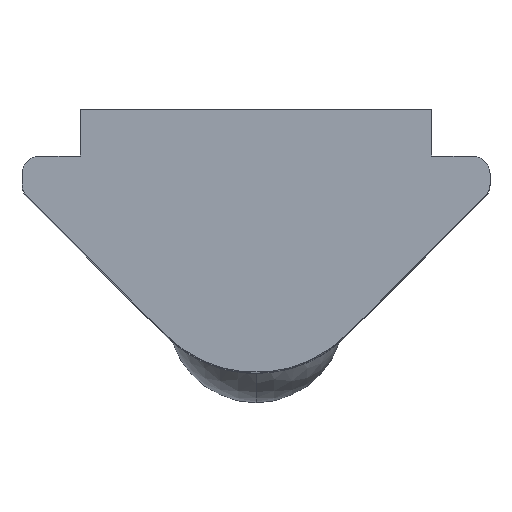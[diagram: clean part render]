
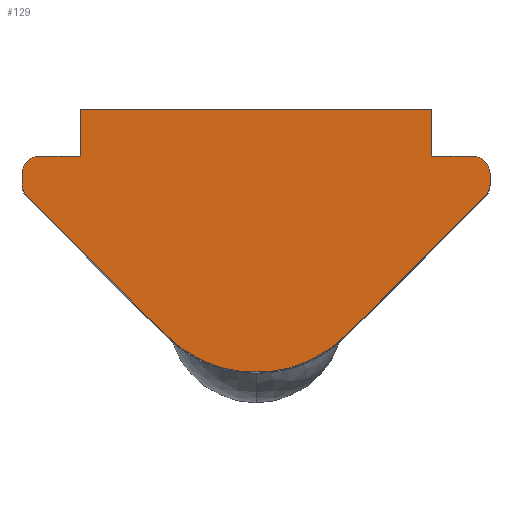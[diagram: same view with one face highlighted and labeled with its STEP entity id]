
A CAD part, top view. The second image highlights one B-rep face of the part: STEP entity #129.
In plain terms, the highlighted planar face has unit normal (0, 0, 1).
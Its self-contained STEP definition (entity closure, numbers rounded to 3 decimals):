
#5 = ORIENTED_EDGE ( 'NONE', *, *, #429, .T. ) ;
#9 = DIRECTION ( 'NONE',  ( 0., 0., 1. ) ) ;
#10 = LINE ( 'NONE', #142, #723 ) ;
#21 = AXIS2_PLACEMENT_3D ( 'NONE', #130, #541, #402 ) ;
#30 = EDGE_CURVE ( 'NONE', #839, #743, #261, .T. ) ;
#37 = CARTESIAN_POINT ( 'NONE',  ( 3., 0., 6.5 ) ) ;
#58 = VERTEX_POINT ( 'NONE', #659 ) ;
#63 = DIRECTION ( 'NONE',  ( -1., 0., 0. ) ) ;
#65 = AXIS2_PLACEMENT_3D ( 'NONE', #662, #9, #63 ) ;
#92 = CIRCLE ( 'NONE', #21, 2.173 ) ;
#112 = CARTESIAN_POINT ( 'NONE',  ( 4., -1.1, 6.5 ) ) ;
#123 = ORIENTED_EDGE ( 'NONE', *, *, #791, .T. ) ;
#129 = ADVANCED_FACE ( 'NONE', ( #413 ), #338, .F. ) ;
#130 = CARTESIAN_POINT ( 'NONE',  ( 0., -2.327, 6.5 ) ) ;
#136 = CARTESIAN_POINT ( 'NONE',  ( -3., -0.8, 6.5 ) ) ;
#142 = CARTESIAN_POINT ( 'NONE',  ( 4., -0.8, 6.5 ) ) ;
#144 = ORIENTED_EDGE ( 'NONE', *, *, #341, .T. ) ;
#150 = EDGE_CURVE ( 'NONE', #289, #374, #356, .T. ) ;
#151 = CARTESIAN_POINT ( 'NONE',  ( -3., 0., 6.5 ) ) ;
#160 = CARTESIAN_POINT ( 'NONE',  ( 1.536, -3.864, 6.5 ) ) ;
#162 = AXIS2_PLACEMENT_3D ( 'NONE', #750, #544, #476 ) ;
#163 = VERTEX_POINT ( 'NONE', #269 ) ;
#182 = VECTOR ( 'NONE', #496, 1000. ) ;
#183 = CIRCLE ( 'NONE', #874, 0.3 ) ;
#189 = DIRECTION ( 'NONE',  ( 0., -1., 0. ) ) ;
#198 = VECTOR ( 'NONE', #580, 1000. ) ;
#203 = DIRECTION ( 'NONE',  ( 0., 1., 0. ) ) ;
#217 = CARTESIAN_POINT ( 'NONE',  ( 4., -1.4, 6.5 ) ) ;
#231 = LINE ( 'NONE', #620, #624 ) ;
#232 = ORIENTED_EDGE ( 'NONE', *, *, #259, .T. ) ;
#259 = EDGE_CURVE ( 'NONE', #374, #648, #573, .T. ) ;
#261 = LINE ( 'NONE', #529, #828 ) ;
#269 = CARTESIAN_POINT ( 'NONE',  ( -3.912, -1.488, 6.5 ) ) ;
#280 = DIRECTION ( 'NONE',  ( -1., 0., 0. ) ) ;
#288 = DIRECTION ( 'NONE',  ( 0., 1., 0. ) ) ;
#289 = VERTEX_POINT ( 'NONE', #112 ) ;
#292 = VERTEX_POINT ( 'NONE', #478 ) ;
#293 = EDGE_CURVE ( 'NONE', #555, #839, #299, .T. ) ;
#294 = CARTESIAN_POINT ( 'NONE',  ( 3.7, -0.8, 6.5 ) ) ;
#299 = LINE ( 'NONE', #685, #182 ) ;
#303 = CARTESIAN_POINT ( 'NONE',  ( -3.7, -0.8, 6.5 ) ) ;
#304 = CARTESIAN_POINT ( 'NONE',  ( 3., -0.8, 6.5 ) ) ;
#335 = CARTESIAN_POINT ( 'NONE',  ( 3.912, -1.488, 6.5 ) ) ;
#338 = PLANE ( 'NONE',  #162 ) ;
#340 = DIRECTION ( 'NONE',  ( 0., -1., 0. ) ) ;
#341 = EDGE_CURVE ( 'NONE', #648, #555, #557, .T. ) ;
#342 = VERTEX_POINT ( 'NONE', #563 ) ;
#350 = CARTESIAN_POINT ( 'NONE',  ( -4., -0.8, 6.5 ) ) ;
#356 = CIRCLE ( 'NONE', #65, 0.3 ) ;
#357 = LINE ( 'NONE', #753, #385 ) ;
#359 = EDGE_CURVE ( 'NONE', #292, #163, #405, .T. ) ;
#374 = VERTEX_POINT ( 'NONE', #294 ) ;
#381 = VECTOR ( 'NONE', #288, 1000. ) ;
#385 = VECTOR ( 'NONE', #280, 1000. ) ;
#402 = DIRECTION ( 'NONE',  ( -1., 0., 0. ) ) ;
#403 = CIRCLE ( 'NONE', #665, 0.3 ) ;
#405 = CIRCLE ( 'NONE', #682, 0.3 ) ;
#410 = EDGE_CURVE ( 'NONE', #163, #342, #231, .T. ) ;
#413 = FACE_OUTER_BOUND ( 'NONE', #875, .T. ) ;
#420 = VECTOR ( 'NONE', #604, 1000. ) ;
#428 = ORIENTED_EDGE ( 'NONE', *, *, #293, .T. ) ;
#429 = EDGE_CURVE ( 'NONE', #743, #542, #357, .T. ) ;
#466 = CARTESIAN_POINT ( 'NONE',  ( 3., -0.8, 6.5 ) ) ;
#468 = DIRECTION ( 'NONE',  ( -1., 0., 0. ) ) ;
#475 = ORIENTED_EDGE ( 'NONE', *, *, #150, .T. ) ;
#476 = DIRECTION ( 'NONE',  ( -1., 0., 0. ) ) ;
#478 = CARTESIAN_POINT ( 'NONE',  ( -4., -1.276, 6.5 ) ) ;
#482 = EDGE_CURVE ( 'NONE', #542, #58, #183, .T. ) ;
#496 = DIRECTION ( 'NONE',  ( -1., 0., 0. ) ) ;
#521 = ORIENTED_EDGE ( 'NONE', *, *, #824, .T. ) ;
#529 = CARTESIAN_POINT ( 'NONE',  ( -3., 0., 6.5 ) ) ;
#538 = CARTESIAN_POINT ( 'NONE',  ( 3.7, -1.276, 6.5 ) ) ;
#541 = DIRECTION ( 'NONE',  ( 0., 0., 1. ) ) ;
#542 = VERTEX_POINT ( 'NONE', #303 ) ;
#544 = DIRECTION ( 'NONE',  ( 0., 0., -1. ) ) ;
#553 = ORIENTED_EDGE ( 'NONE', *, *, #30, .T. ) ;
#555 = VERTEX_POINT ( 'NONE', #37 ) ;
#557 = LINE ( 'NONE', #765, #381 ) ;
#563 = CARTESIAN_POINT ( 'NONE',  ( -1.536, -3.864, 6.5 ) ) ;
#573 = LINE ( 'NONE', #304, #198 ) ;
#580 = DIRECTION ( 'NONE',  ( -1., 0., 0. ) ) ;
#584 = DIRECTION ( 'NONE',  ( -1., 0., 0. ) ) ;
#604 = DIRECTION ( 'NONE',  ( 0.707, 0.707, 0. ) ) ;
#613 = DIRECTION ( 'NONE',  ( -1., 0., 0. ) ) ;
#620 = CARTESIAN_POINT ( 'NONE',  ( -1.536, -3.864, 6.5 ) ) ;
#623 = VERTEX_POINT ( 'NONE', #160 ) ;
#624 = VECTOR ( 'NONE', #692, 1000. ) ;
#641 = VERTEX_POINT ( 'NONE', #335 ) ;
#648 = VERTEX_POINT ( 'NONE', #466 ) ;
#659 = CARTESIAN_POINT ( 'NONE',  ( -4., -1.1, 6.5 ) ) ;
#662 = CARTESIAN_POINT ( 'NONE',  ( 3.7, -1.1, 6.5 ) ) ;
#663 = VECTOR ( 'NONE', #340, 1000. ) ;
#665 = AXIS2_PLACEMENT_3D ( 'NONE', #538, #813, #468 ) ;
#666 = ORIENTED_EDGE ( 'NONE', *, *, #482, .T. ) ;
#668 = ORIENTED_EDGE ( 'NONE', *, *, #410, .T. ) ;
#670 = LINE ( 'NONE', #217, #420 ) ;
#680 = VERTEX_POINT ( 'NONE', #698 ) ;
#682 = AXIS2_PLACEMENT_3D ( 'NONE', #825, #756, #613 ) ;
#685 = CARTESIAN_POINT ( 'NONE',  ( -3., 0., 6.5 ) ) ;
#690 = ORIENTED_EDGE ( 'NONE', *, *, #359, .T. ) ;
#692 = DIRECTION ( 'NONE',  ( 0.707, -0.707, 0. ) ) ;
#697 = CARTESIAN_POINT ( 'NONE',  ( -3.7, -1.1, 6.5 ) ) ;
#698 = CARTESIAN_POINT ( 'NONE',  ( 4., -1.276, 6.5 ) ) ;
#718 = ORIENTED_EDGE ( 'NONE', *, *, #760, .T. ) ;
#723 = VECTOR ( 'NONE', #203, 1000. ) ;
#738 = EDGE_CURVE ( 'NONE', #680, #289, #10, .T. ) ;
#741 = ORIENTED_EDGE ( 'NONE', *, *, #738, .T. ) ;
#743 = VERTEX_POINT ( 'NONE', #136 ) ;
#745 = LINE ( 'NONE', #350, #663 ) ;
#750 = CARTESIAN_POINT ( 'NONE',  ( 0., -2.327, 6.5 ) ) ;
#753 = CARTESIAN_POINT ( 'NONE',  ( -3., -0.8, 6.5 ) ) ;
#756 = DIRECTION ( 'NONE',  ( 0., 0., 1. ) ) ;
#760 = EDGE_CURVE ( 'NONE', #58, #292, #745, .T. ) ;
#765 = CARTESIAN_POINT ( 'NONE',  ( 3., 0., 6.5 ) ) ;
#787 = DIRECTION ( 'NONE',  ( 0., 0., 1. ) ) ;
#791 = EDGE_CURVE ( 'NONE', #641, #680, #403, .T. ) ;
#799 = EDGE_CURVE ( 'NONE', #623, #641, #670, .T. ) ;
#813 = DIRECTION ( 'NONE',  ( 0., 0., 1. ) ) ;
#824 = EDGE_CURVE ( 'NONE', #342, #623, #92, .T. ) ;
#825 = CARTESIAN_POINT ( 'NONE',  ( -3.7, -1.276, 6.5 ) ) ;
#828 = VECTOR ( 'NONE', #189, 1000. ) ;
#830 = ORIENTED_EDGE ( 'NONE', *, *, #799, .T. ) ;
#839 = VERTEX_POINT ( 'NONE', #151 ) ;
#874 = AXIS2_PLACEMENT_3D ( 'NONE', #697, #787, #584 ) ;
#875 = EDGE_LOOP ( 'NONE', ( #830, #123, #741, #475, #232, #144, #428, #553, #5, #666, #718, #690, #668, #521 ) ) ;
